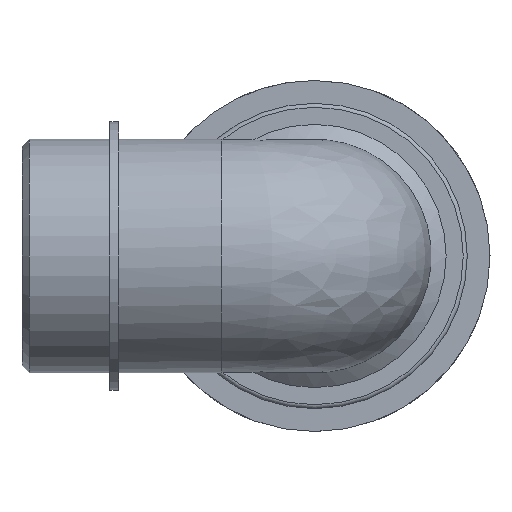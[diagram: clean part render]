
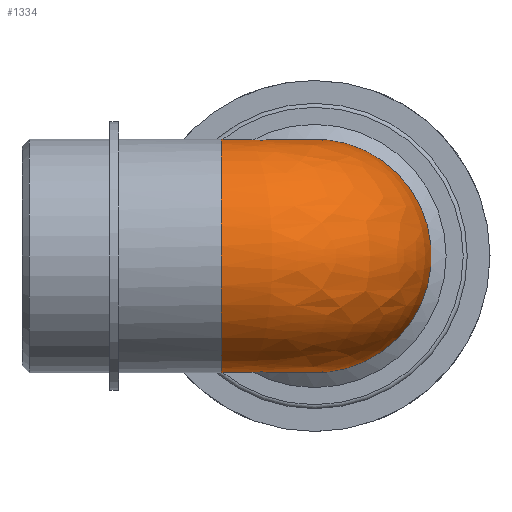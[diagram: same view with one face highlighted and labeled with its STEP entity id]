
A CAD part, left-side view. The second image highlights one B-rep face of the part: STEP entity #1334.
In plain terms, the highlighted free-form (B-spline) face has degree [2, 2] with [9, 3] control points.
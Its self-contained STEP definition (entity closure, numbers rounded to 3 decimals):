
#21=(
BOUNDED_SURFACE()
B_SPLINE_SURFACE(2,2,((#2214,#2215,#2216),(#2217,#2218,#2219),(#2220,#2221,
#2222),(#2223,#2224,#2225),(#2226,#2227,#2228),(#2229,#2230,#2231),(#2232,
#2233,#2234),(#2235,#2236,#2237),(#2238,#2239,#2240)),.UNSPECIFIED.,.F.,
 .F.,.F.)
B_SPLINE_SURFACE_WITH_KNOTS((3,2,2,2,3),(3,3),(-2.498,-1.249,
0.,1.249,2.498),(-3.142,-1.571),
 .UNSPECIFIED.)
GEOMETRIC_REPRESENTATION_ITEM()
RATIONAL_B_SPLINE_SURFACE(((1.,0.707,1.),(0.811,
0.574,0.811),(1.,0.707,1.),(0.811,
0.574,0.811),(1.,0.707,1.),(0.811,
0.574,0.811),(1.,0.707,1.),(0.811,
0.574,0.811),(1.,0.707,1.)))
REPRESENTATION_ITEM('')
SURFACE()
);
#135=FACE_OUTER_BOUND('',#223,.T.);
#223=EDGE_LOOP('',(#1028,#1029));
#330=CIRCLE('',#1443,43.942);
#333=CIRCLE('',#1449,43.942);
#649=VERTEX_POINT('',#2182);
#650=VERTEX_POINT('',#2184);
#803=EDGE_CURVE('',#649,#650,#330,.T.);
#808=EDGE_CURVE('',#649,#650,#333,.T.);
#1028=ORIENTED_EDGE('',*,*,#808,.T.);
#1029=ORIENTED_EDGE('',*,*,#803,.F.);
#1334=ADVANCED_FACE('',(#135),#21,.F.);
#1443=AXIS2_PLACEMENT_3D('',#2185,#1724,#1725);
#1449=AXIS2_PLACEMENT_3D('',#2211,#1736,#1737);
#1724=DIRECTION('center_axis',(1.,0.,0.));
#1725=DIRECTION('ref_axis',(0.,-1.,0.));
#1736=DIRECTION('center_axis',(0.,-1.,0.));
#1737=DIRECTION('ref_axis',(-1.,0.,0.));
#2182=CARTESIAN_POINT('',(35.154,35.154,26.365));
#2184=CARTESIAN_POINT('',(35.154,35.154,-26.365));
#2185=CARTESIAN_POINT('Origin',(35.154,0.,0.));
#2211=CARTESIAN_POINT('Origin',(0.,35.154,0.));
#2214=CARTESIAN_POINT('Ctrl Pts',(35.154,35.154,-26.365));
#2215=CARTESIAN_POINT('Ctrl Pts',(35.154,35.154,-26.365));
#2216=CARTESIAN_POINT('Ctrl Pts',(35.154,35.154,-26.365));
#2217=CARTESIAN_POINT('Ctrl Pts',(16.151,35.154,-51.702));
#2218=CARTESIAN_POINT('Ctrl Pts',(16.151,16.151,-51.702));
#2219=CARTESIAN_POINT('Ctrl Pts',(35.154,16.151,-51.702));
#2220=CARTESIAN_POINT('Ctrl Pts',(-13.896,35.154,-41.687));
#2221=CARTESIAN_POINT('Ctrl Pts',(-13.896,-13.896,-41.687));
#2222=CARTESIAN_POINT('Ctrl Pts',(35.154,-13.896,-41.687));
#2223=CARTESIAN_POINT('Ctrl Pts',(-43.942,35.154,-31.672));
#2224=CARTESIAN_POINT('Ctrl Pts',(-43.942,-43.942,-31.672));
#2225=CARTESIAN_POINT('Ctrl Pts',(35.154,-43.942,-31.672));
#2226=CARTESIAN_POINT('Ctrl Pts',(-43.942,35.154,0.));
#2227=CARTESIAN_POINT('Ctrl Pts',(-43.942,-43.942,0.));
#2228=CARTESIAN_POINT('Ctrl Pts',(35.154,-43.942,0.));
#2229=CARTESIAN_POINT('Ctrl Pts',(-43.942,35.154,31.672));
#2230=CARTESIAN_POINT('Ctrl Pts',(-43.942,-43.942,31.672));
#2231=CARTESIAN_POINT('Ctrl Pts',(35.154,-43.942,31.672));
#2232=CARTESIAN_POINT('Ctrl Pts',(-13.896,35.154,41.687));
#2233=CARTESIAN_POINT('Ctrl Pts',(-13.896,-13.896,41.687));
#2234=CARTESIAN_POINT('Ctrl Pts',(35.154,-13.896,41.687));
#2235=CARTESIAN_POINT('Ctrl Pts',(16.151,35.154,51.702));
#2236=CARTESIAN_POINT('Ctrl Pts',(16.151,16.151,51.702));
#2237=CARTESIAN_POINT('Ctrl Pts',(35.154,16.151,51.702));
#2238=CARTESIAN_POINT('Ctrl Pts',(35.154,35.154,26.365));
#2239=CARTESIAN_POINT('Ctrl Pts',(35.154,35.154,26.365));
#2240=CARTESIAN_POINT('Ctrl Pts',(35.154,35.154,26.365));
